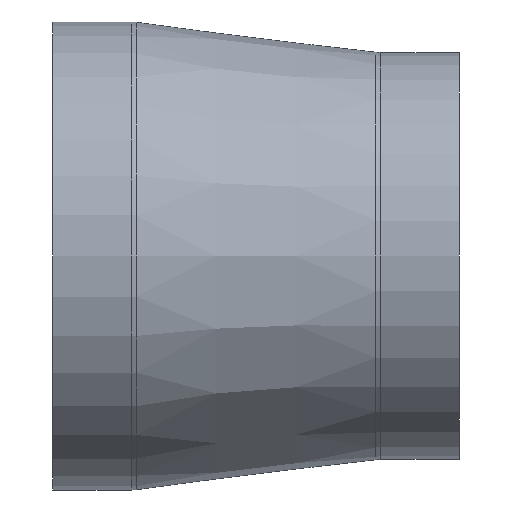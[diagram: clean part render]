
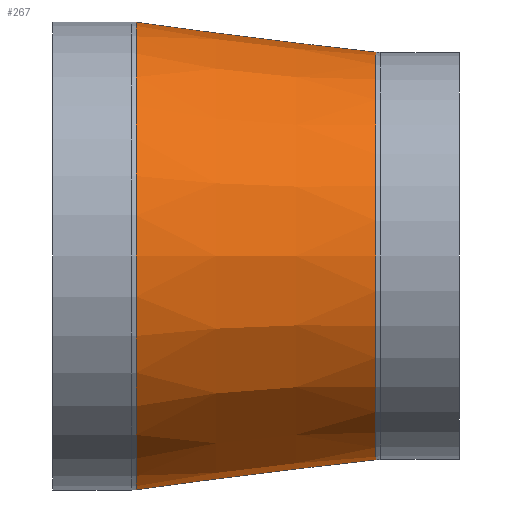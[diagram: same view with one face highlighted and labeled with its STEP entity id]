
A CAD part, front view. The second image highlights one B-rep face of the part: STEP entity #267.
In plain terms, the highlighted conical face has half-angle 7.125 degrees and reference radius 34.131 mm.
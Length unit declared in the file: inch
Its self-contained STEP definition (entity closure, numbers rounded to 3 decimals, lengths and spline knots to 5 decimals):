
#26=LINE('',#504,#32);
#32=VECTOR('',#410,1.34375);
#36=CONICAL_SURFACE('',#324,1.34375,0.124);
#43=FACE_OUTER_BOUND('',#55,.T.);
#55=EDGE_LOOP('',(#219,#220,#221,#222,#223,#224,#225,#226));
#81=CIRCLE('',#317,1.25193);
#86=CIRCLE('',#322,1.25193);
#87=CIRCLE('',#323,1.25193);
#88=CIRCLE('',#325,1.43557);
#89=CIRCLE('',#326,1.43557);
#90=CIRCLE('',#327,1.43557);
#115=VERTEX_POINT('',#489);
#116=VERTEX_POINT('',#490);
#120=VERTEX_POINT('',#499);
#121=VERTEX_POINT('',#503);
#122=VERTEX_POINT('',#505);
#123=VERTEX_POINT('',#507);
#152=EDGE_CURVE('',#115,#116,#81,.T.);
#157=EDGE_CURVE('',#116,#120,#86,.T.);
#158=EDGE_CURVE('',#120,#115,#87,.T.);
#159=EDGE_CURVE('',#120,#121,#26,.T.);
#160=EDGE_CURVE('',#122,#121,#88,.T.);
#161=EDGE_CURVE('',#123,#122,#89,.T.);
#162=EDGE_CURVE('',#121,#123,#90,.T.);
#219=ORIENTED_EDGE('',*,*,#152,.F.);
#220=ORIENTED_EDGE('',*,*,#158,.F.);
#221=ORIENTED_EDGE('',*,*,#159,.T.);
#222=ORIENTED_EDGE('',*,*,#160,.F.);
#223=ORIENTED_EDGE('',*,*,#161,.F.);
#224=ORIENTED_EDGE('',*,*,#162,.F.);
#225=ORIENTED_EDGE('',*,*,#159,.F.);
#226=ORIENTED_EDGE('',*,*,#157,.F.);
#267=ADVANCED_FACE('',(#43),#36,.T.);
#317=AXIS2_PLACEMENT_3D('',#491,#394,#395);
#322=AXIS2_PLACEMENT_3D('',#500,#404,#405);
#323=AXIS2_PLACEMENT_3D('',#501,#406,#407);
#324=AXIS2_PLACEMENT_3D('',#502,#408,#409);
#325=AXIS2_PLACEMENT_3D('',#506,#411,#412);
#326=AXIS2_PLACEMENT_3D('',#508,#413,#414);
#327=AXIS2_PLACEMENT_3D('',#509,#415,#416);
#394=DIRECTION('center_axis',(1.,0.,0.));
#395=DIRECTION('ref_axis',(0.,-1.,0.));
#404=DIRECTION('center_axis',(1.,0.,0.));
#405=DIRECTION('ref_axis',(0.,-1.,0.));
#406=DIRECTION('center_axis',(1.,0.,0.));
#407=DIRECTION('ref_axis',(0.,-1.,0.));
#408=DIRECTION('center_axis',(-1.,0.,0.));
#409=DIRECTION('ref_axis',(0.,1.,0.));
#410=DIRECTION('',(-0.992,-0.124,0.));
#411=DIRECTION('center_axis',(-1.,0.,0.));
#412=DIRECTION('ref_axis',(0.,-1.,0.));
#413=DIRECTION('center_axis',(-1.,0.,0.));
#414=DIRECTION('ref_axis',(0.,-1.,0.));
#415=DIRECTION('center_axis',(-1.,0.,0.));
#416=DIRECTION('ref_axis',(0.,-1.,0.));
#489=CARTESIAN_POINT('',(1.98456,1.25193,0.));
#490=CARTESIAN_POINT('',(1.98456,0.,1.25193));
#491=CARTESIAN_POINT('Origin',(1.98456,0.,0.));
#499=CARTESIAN_POINT('',(1.98456,-1.25193,0.));
#500=CARTESIAN_POINT('Origin',(1.98456,0.,0.));
#501=CARTESIAN_POINT('Origin',(1.98456,0.,0.));
#502=CARTESIAN_POINT('Origin',(1.25,0.,0.));
#503=CARTESIAN_POINT('',(0.51544,-1.43557,0.));
#504=CARTESIAN_POINT('',(1.25,-1.34375,0.));
#505=CARTESIAN_POINT('',(0.51544,1.43557,0.));
#506=CARTESIAN_POINT('Origin',(0.51544,0.,0.));
#507=CARTESIAN_POINT('',(0.51544,0.,1.43557));
#508=CARTESIAN_POINT('Origin',(0.51544,0.,0.));
#509=CARTESIAN_POINT('Origin',(0.51544,0.,0.));
